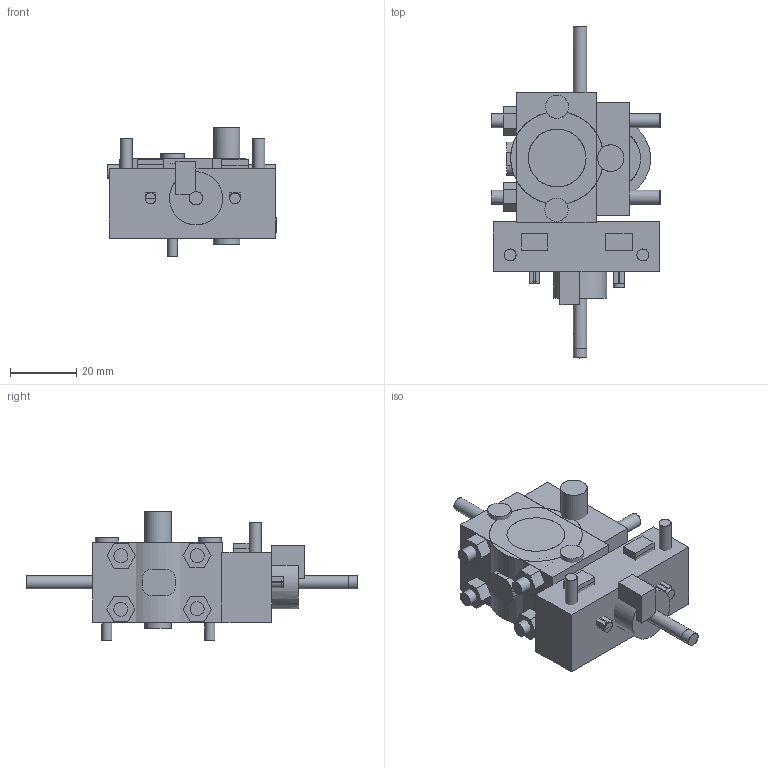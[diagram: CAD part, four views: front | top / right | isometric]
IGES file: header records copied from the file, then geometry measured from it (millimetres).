
Global section: file name: Filename.iges; native system: Open CASCADE 6.3; preprocessor: Open CASCADE IGES processor 6.3; author: John; date: 20100909.105732; units: millimetre
Bounding box: 50.95 x 100 x 38.62 mm (x, y, z)
Surface area: 32902.3 mm2 (no closed solid volume)
Topology: 0 solids, 0 shells, 215 faces, 828 edges, 784 vertices
Faces by surface type: bspline 182, revolution 33
